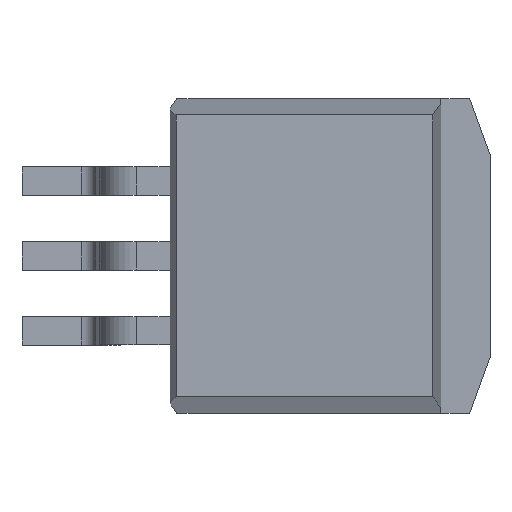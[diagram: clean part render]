
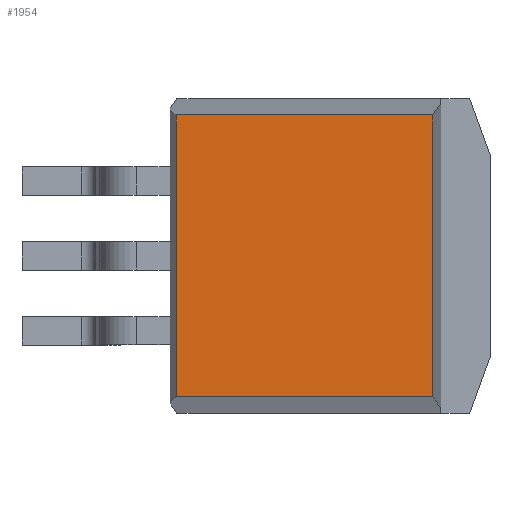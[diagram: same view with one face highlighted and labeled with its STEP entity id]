
A CAD part, top view. The second image highlights one B-rep face of the part: STEP entity #1954.
In plain terms, the highlighted planar face has unit normal (0, 0, 1).
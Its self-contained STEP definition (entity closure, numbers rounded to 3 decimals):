
#1852=CARTESIAN_POINT('',(5.986,-4.775,4.59));
#1853=VERTEX_POINT('',#1852);
#1860=CARTESIAN_POINT('',(-2.705,-4.775,4.59));
#1861=VERTEX_POINT('',#1860);
#1862=CARTESIAN_POINT('',(5.986,-4.775,4.59));
#1863=DIRECTION('',(-1.0,0.0,0.0));
#1864=VECTOR('',#1863,8.691);
#1865=LINE('',#1862,#1864);
#1866=EDGE_CURVE('',#1853,#1861,#1865,.T.);
#1906=CARTESIAN_POINT('',(-2.705,4.775,4.59));
#1907=VERTEX_POINT('',#1906);
#1908=CARTESIAN_POINT('',(-2.705,-4.775,4.59));
#1909=DIRECTION('',(0.0,1.0,0.0));
#1910=VECTOR('',#1909,9.55);
#1911=LINE('',#1908,#1910);
#1912=EDGE_CURVE('',#1861,#1907,#1911,.T.);
#1931=CARTESIAN_POINT('',(1.68,0.,4.59));
#1932=DIRECTION('',(0.0,0.0,1.0));
#1933=DIRECTION('',(0.0,-1.0,0.0));
#1934=AXIS2_PLACEMENT_3D('',#1931,#1932,#1933);
#1935=PLANE('',#1934);
#1936=ORIENTED_EDGE('',*,*,#1866,.F.);
#1937=CARTESIAN_POINT('',(5.986,4.775,4.59));
#1938=VERTEX_POINT('',#1937);
#1939=CARTESIAN_POINT('',(5.986,4.775,4.59));
#1940=DIRECTION('',(0.0,-1.0,0.0));
#1941=VECTOR('',#1940,9.55);
#1942=LINE('',#1939,#1941);
#1943=EDGE_CURVE('',#1938,#1853,#1942,.T.);
#1944=ORIENTED_EDGE('',*,*,#1943,.F.);
#1945=CARTESIAN_POINT('',(-2.705,4.775,4.59));
#1946=DIRECTION('',(1.0,0.0,0.0));
#1947=VECTOR('',#1946,8.691);
#1948=LINE('',#1945,#1947);
#1949=EDGE_CURVE('',#1907,#1938,#1948,.T.);
#1950=ORIENTED_EDGE('',*,*,#1949,.F.);
#1951=ORIENTED_EDGE('',*,*,#1912,.F.);
#1952=EDGE_LOOP('',(#1936,#1944,#1950,#1951));
#1953=FACE_OUTER_BOUND('',#1952,.T.);
#1954=ADVANCED_FACE('',(#1953),#1935,.T.);
